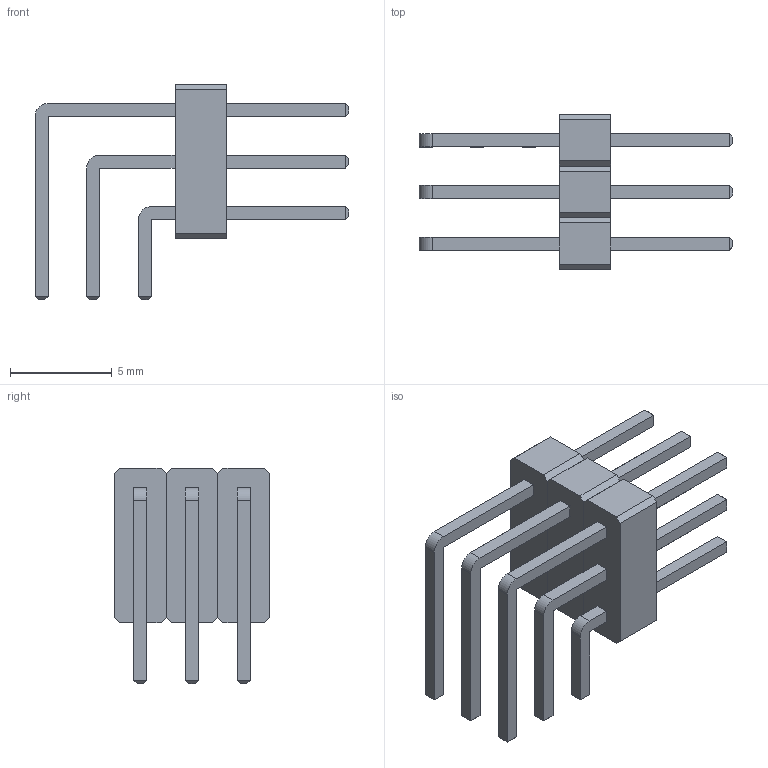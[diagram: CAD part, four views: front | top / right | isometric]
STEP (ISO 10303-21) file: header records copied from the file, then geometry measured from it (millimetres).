
FILE_DESCRIPTION(('FreeCAD Model'),'2;1');
FILE_NAME('Open CASCADE Shape Model','2022-01-07T05:11:26',( 'kicad StepUp'),('ksu MCAD'),'Open CASCADE STEP processor 7.5', 'FreeCAD','Unknown');
FILE_SCHEMA(('AUTOMOTIVE_DESIGN { 1 0 10303 214 1 1 1 1 }'));
Length unit declared in the file: millimetre
Products named in the file (1): PinHeader_3x03_P2.54mm_Horizontal
Bounding box: 15.44 x 7.62 x 10.62 mm (x, y, z)
Volume: 207.6 mm3; surface area: 762.7 mm2
Topology: 12 solids, 12 shells, 219 faces, 513 edges, 318 vertices
Faces by surface type: plane 210, cylinder 9
Entity records: 7719 total; most frequent: CARTESIAN_POINT 1051, ORIENTED_EDGE 1026, DIRECTION 971, EDGE_CURVE 513, LINE 495, VECTOR 495, VERTEX_POINT 318, AXIS2_PLACEMENT_3D 238
